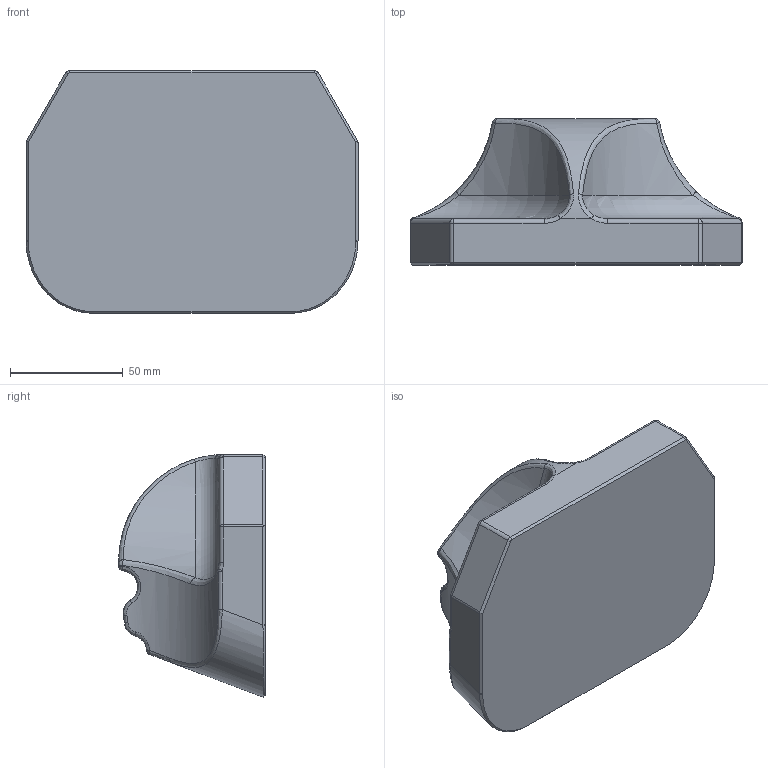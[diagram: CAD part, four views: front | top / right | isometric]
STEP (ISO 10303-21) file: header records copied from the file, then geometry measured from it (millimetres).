
FILE_DESCRIPTION(/* description */ ('','CAx-IF Rec.Pracs.---Representation and Presentation of Product Manufacturing Information (PMI)---4.0---2014-10-13'),/* implementation_level */ '2;1');
FILE_NAME(/* name */ 'dock.step',/* time_stamp */ '2025-03-22T21:00:59-05:00',/* author */ (''),/* organization */ (''),/* preprocessor_version */ 'ST-DEVELOPER v20',/* originating_system */ 'Autodesk Translation Framework v13.20.0.188',/* authorisation */ '');
FILE_SCHEMA (('AP242_MANAGED_MODEL_BASED_3D_ENGINEERING_MIM_LF { 1 0 10303 442 1 1 4 }'));
Length unit declared in the file: millimetre
Products named in the file (1): Dock
Bounding box: 147.33 x 64.99 x 107.73 mm (x, y, z)
Volume: 527746.7 mm3; surface area: 46878.6 mm2
Topology: 1 solids, 1 shells, 88 faces, 208 edges, 122 vertices
Faces by surface type: bspline 35, cylinder 26, plane 15, sphere 8, cone 2, torus 2
Entity records: 3985 total; most frequent: CARTESIAN_POINT 2176, ORIENTED_EDGE 416, DIRECTION 293, EDGE_CURVE 208, VERTEX_POINT 122, AXIS2_PLACEMENT_3D 116, FACE_OUTER_BOUND 88, EDGE_LOOP 88
